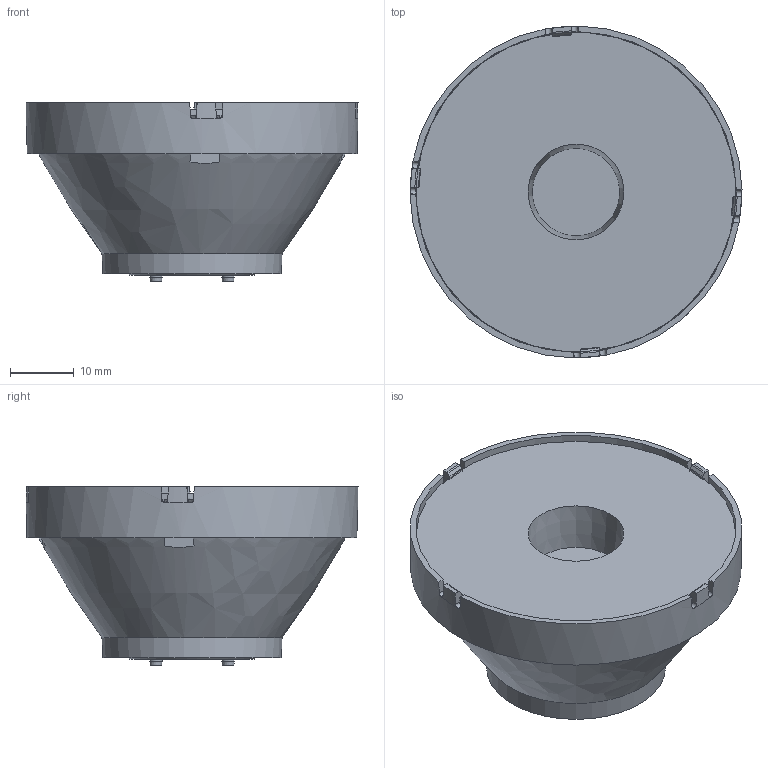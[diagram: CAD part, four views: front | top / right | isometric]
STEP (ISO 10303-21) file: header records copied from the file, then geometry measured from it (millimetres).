
FILE_DESCRIPTION(/* description */ (''),/* implementation_level */ '2;1');
FILE_NAME(/* name */ /* time_stamp */ '2024-01-29T16:57:42+08:00',/* author */ (''),/* organization */ (''),/* preprocessor_version */ 'ST-DEVELOPER v16.7',/* originating_system */ 'SIEMENS PLM Software NX 12.0',/* authorisation */ '');
FILE_SCHEMA (('AP203_CONFIGURATION_CONTROLLED_3D_DESIGN_OF_MECHANICAL_PARTS_AND_ASSEMBLIES_MIM_LF { 1 0 10303 403 2 1 2}'));
Length unit declared in the file: millimetre
Products named in the file (1): Admi02DC4FC5zxyh
Bounding box: 52 x 52 x 28 mm (x, y, z)
Volume: 26758.3 mm3; surface area: 15466.3 mm2
Topology: 2 solids, 2 shells, 146 faces, 419 edges, 276 vertices
Faces by surface type: plane 83, cone 28, cylinder 17, torus 13, revolution 5
Full cylindrical faces by diameter (mm): 2 x2, 15.99 x1
Entity records: 6744 total; most frequent: CARTESIAN_POINT 2881, DIRECTION 813, ORIENTED_EDGE 778, EDGE_CURVE 389, AXIS2_PLACEMENT_3D 353, VERTEX_POINT 269, CIRCLE 211, EDGE_LOOP 178
